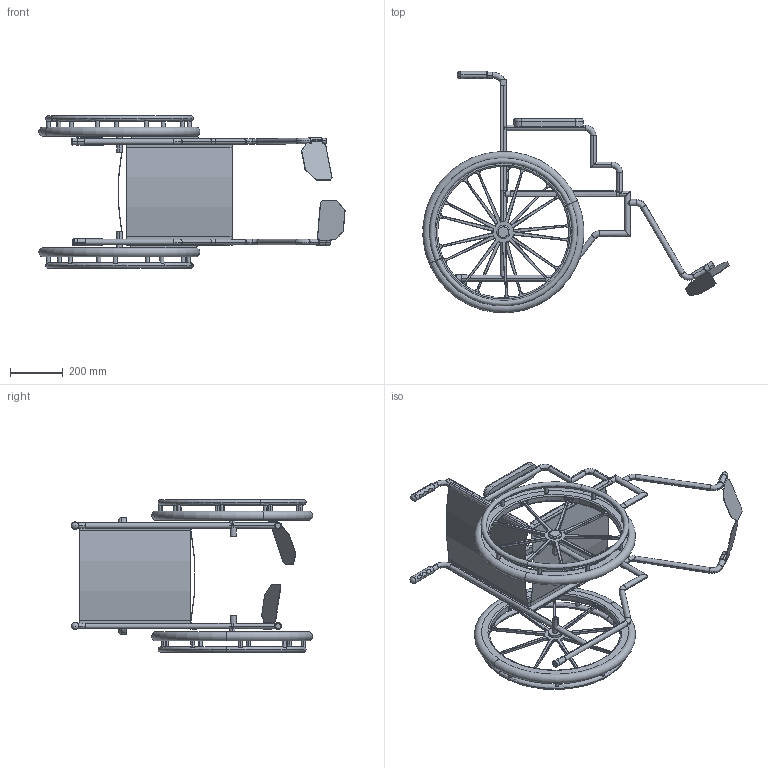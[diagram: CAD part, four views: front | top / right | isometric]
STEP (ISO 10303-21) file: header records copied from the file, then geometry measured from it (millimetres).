
FILE_DESCRIPTION (( 'STEP AP214' ), '1' );
FILE_NAME ('m4wheelchairassemb.STEP', '2022-08-10T02:21:18', ( '' ), ( '' ), 'SwSTEP 2.0', 'SolidWorks 2022', '' );
FILE_SCHEMA (( 'AUTOMOTIVE_DESIGN' ));
Length unit declared in the file: metre
Products named in the file (12): Part6^m4wheelchairassemb; 7(Default_As Machined_); m4side_Default<As Machined>; m4wheel; m4armrest; m4seatbottom; m4wheelchairassemb; m4wheelchair; 5; m4part1; m4handle; m4seatback
Assembly tree (16 placements, depth 3):
  Part6^m4wheelchairassemb
  m4wheelchairassemb
    m4wheelchair
      m4side_Default<As Machined>
    m4handle  x2
    m4part1  x2
    m4wheel  x2
    m4armrest  x2
    7(Default_As Machined_)  x2
    5  x2
    m4seatbottom
    m4seatback
Bounding box: 1158.56 x 912.68 x 576.51 mm (x, y, z)
Volume: 9802564.9 mm3; surface area: 2740096.8 mm2
Topology: 63 solids, 63 shells, 1104 faces, 2574 edges, 1456 vertices
Faces by surface type: cylinder 456, torus 268, plane 230, bspline 144, cone 4, sphere 2
Entity records: 27427 total; most frequent: CARTESIAN_POINT 10108, DIRECTION 3251, ORIENTED_EDGE 3032, EDGE_CURVE 1516, AXIS2_PLACEMENT_3D 1395, VERTEX_POINT 930, EDGE_LOOP 832, CIRCLE 753
